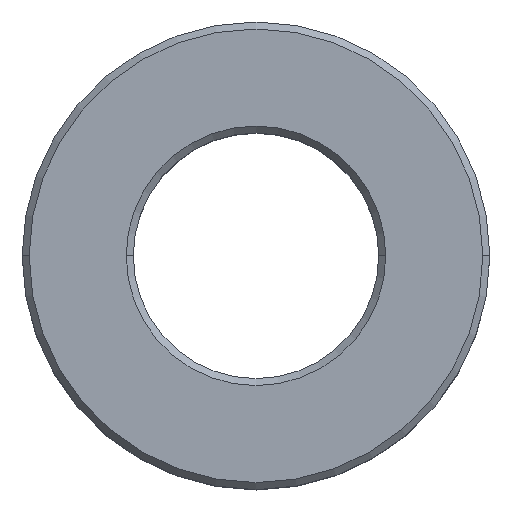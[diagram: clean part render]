
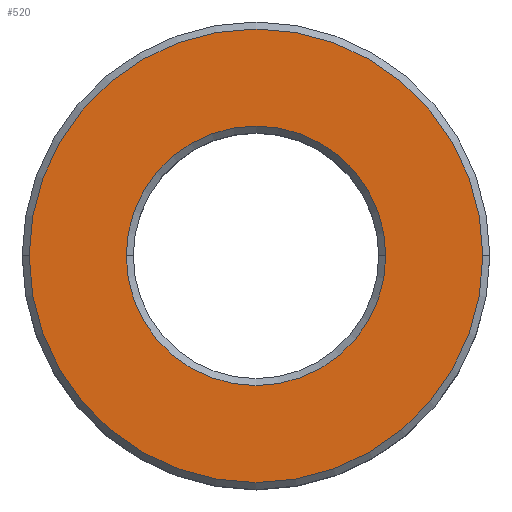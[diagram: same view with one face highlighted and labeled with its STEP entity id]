
A CAD part, top view. The second image highlights one B-rep face of the part: STEP entity #520.
In plain terms, the highlighted planar face has unit normal (0, 0, 1).
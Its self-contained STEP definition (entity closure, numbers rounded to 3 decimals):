
#258=VERTEX_POINT('',#630);
#290=VERTEX_POINT('',#664);
#422=EDGE_CURVE('',#258,#290,#815,.T.);
#452=VERTEX_POINT('',#847);
#480=EDGE_CURVE('',#290,#258,#880,.T.);
#498=EDGE_CURVE('',#524,#452,#900,.T.);
#518=EDGE_CURVE('',#452,#524,#922,.T.);
#520=ADVANCED_FACE('',(#924,#925),#926,.T.);
#524=VERTEX_POINT('',#931);
#630=CARTESIAN_POINT('',(-11.1,0.,20.3));
#664=CARTESIAN_POINT('',(11.1,0.0,20.3));
#815=CIRCLE('',#1290,11.1);
#847=CARTESIAN_POINT('',(19.4,0.,20.3));
#880=CIRCLE('',#1376,11.1);
#900=CIRCLE('',#1404,19.4);
#922=CIRCLE('',#1434,19.4);
#924=FACE_OUTER_BOUND('',#1436,.T.);
#925=FACE_BOUND('',#1437,.T.);
#926=PLANE('',#1438);
#931=CARTESIAN_POINT('',(-19.4,0.,20.3));
#1290=AXIS2_PLACEMENT_3D('',#1789,#1790,#1791);
#1376=AXIS2_PLACEMENT_3D('',#1873,#1874,#1875);
#1404=AXIS2_PLACEMENT_3D('',#1898,#1899,#1900);
#1434=AXIS2_PLACEMENT_3D('',#1928,#1929,#1930);
#1436=EDGE_LOOP('',(#1932,#1933));
#1437=EDGE_LOOP('',(#1934,#1935));
#1438=AXIS2_PLACEMENT_3D('',#1936,#1937,#1938);
#1789=CARTESIAN_POINT('',(0.0,0.0,20.3));
#1790=DIRECTION('',(0.0,0.,-1.0));
#1791=DIRECTION('',(1.0,0.0,0.0));
#1873=CARTESIAN_POINT('',(0.0,0.0,20.3));
#1874=DIRECTION('',(0.0,0.,-1.0));
#1875=DIRECTION('',(1.0,0.0,0.0));
#1898=CARTESIAN_POINT('',(0.0,0.,20.3));
#1899=DIRECTION('',(0.0,0.,-1.0));
#1900=DIRECTION('',(1.0,0.0,0.0));
#1928=CARTESIAN_POINT('',(0.0,0.,20.3));
#1929=DIRECTION('',(0.0,0.,-1.0));
#1930=DIRECTION('',(1.0,0.0,0.0));
#1932=ORIENTED_EDGE('',*,*,#518,.F.);
#1933=ORIENTED_EDGE('',*,*,#498,.F.);
#1934=ORIENTED_EDGE('',*,*,#480,.T.);
#1935=ORIENTED_EDGE('',*,*,#422,.T.);
#1936=CARTESIAN_POINT('',(15.25,0.,20.3));
#1937=DIRECTION('',(0.,0.,1.0));
#1938=DIRECTION('',(-1.0,0.,0.));
